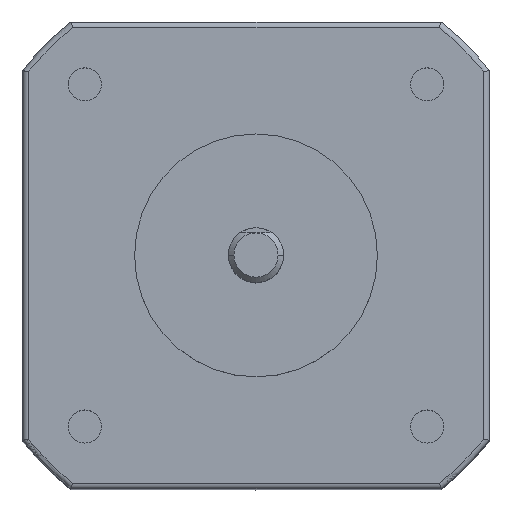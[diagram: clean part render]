
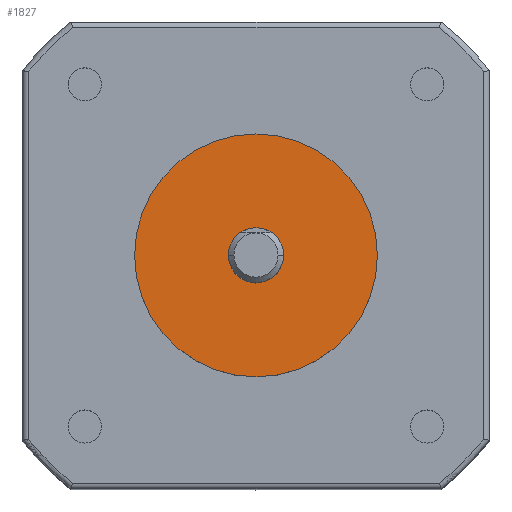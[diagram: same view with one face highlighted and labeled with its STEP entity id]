
A CAD part, top view. The second image highlights one B-rep face of the part: STEP entity #1827.
In plain terms, the highlighted planar face has unit normal (0, 0, 1).
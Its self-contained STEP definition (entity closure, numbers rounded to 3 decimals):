
#44 = CARTESIAN_POINT ( 'NONE',  ( -11., 0., 41.8 ) ) ;
#81 = DIRECTION ( 'NONE',  ( 1., 0., 0. ) ) ;
#82 = DIRECTION ( 'NONE',  ( 0., 0., -1. ) ) ;
#93 = DIRECTION ( 'NONE',  ( 1., 0., 0. ) ) ;
#95 = CARTESIAN_POINT ( 'NONE',  ( 0., 0., 41.8 ) ) ;
#101 = DIRECTION ( 'NONE',  ( 0., 0., -1. ) ) ;
#107 = CARTESIAN_POINT ( 'NONE',  ( 0., 0., 41.8 ) ) ;
#268 = DIRECTION ( 'NONE',  ( 1., 0., 0. ) ) ;
#273 = DIRECTION ( 'NONE',  ( 1., 0., 0. ) ) ;
#275 = DIRECTION ( 'NONE',  ( 0., 0., 1. ) ) ;
#287 = CARTESIAN_POINT ( 'NONE',  ( 0., 0., 41.8 ) ) ;
#336 = DIRECTION ( 'NONE',  ( 0., 0., 1. ) ) ;
#375 = DIRECTION ( 'NONE',  ( 1., 0., 0. ) ) ;
#392 = CARTESIAN_POINT ( 'NONE',  ( 0., 0., 41.8 ) ) ;
#395 = DIRECTION ( 'NONE',  ( 0., 0., 1. ) ) ;
#402 = PLANE ( 'NONE',  #1225 ) ;
#404 = CARTESIAN_POINT ( 'NONE',  ( 0., 0., 41.8 ) ) ;
#459 = CARTESIAN_POINT ( 'NONE',  ( 2.5, 0., 41.8 ) ) ;
#535 = CARTESIAN_POINT ( 'NONE',  ( -2.5, 0., 41.8 ) ) ;
#542 = CARTESIAN_POINT ( 'NONE',  ( 11., 0., 41.8 ) ) ;
#954 = FACE_OUTER_BOUND ( 'NONE', #1480, .T. ) ;
#955 = FACE_BOUND ( 'NONE', #1483, .T. ) ;
#1204 = CIRCLE ( 'NONE', #1207, 2.5 ) ;
#1207 = AXIS2_PLACEMENT_3D ( 'NONE', #107, #101, #93 ) ;
#1209 = CIRCLE ( 'NONE', #1222, 2.5 ) ;
#1220 = CIRCLE ( 'NONE', #1231, 11. ) ;
#1222 = AXIS2_PLACEMENT_3D ( 'NONE', #287, #82, #81 ) ;
#1225 = AXIS2_PLACEMENT_3D ( 'NONE', #404, #336, #268 ) ;
#1231 = AXIS2_PLACEMENT_3D ( 'NONE', #392, #395, #375 ) ;
#1237 = CIRCLE ( 'NONE', #1238, 11. ) ;
#1238 = AXIS2_PLACEMENT_3D ( 'NONE', #95, #275, #273 ) ;
#1465 = ORIENTED_EDGE ( 'NONE', *, *, #1835, .T. ) ;
#1466 = ORIENTED_EDGE ( 'NONE', *, *, #1825, .T. ) ;
#1468 = ORIENTED_EDGE ( 'NONE', *, *, #1831, .T. ) ;
#1469 = ORIENTED_EDGE ( 'NONE', *, *, #1815, .T. ) ;
#1480 = EDGE_LOOP ( 'NONE', ( #1465, #1468 ) ) ;
#1483 = EDGE_LOOP ( 'NONE', ( #1466, #1469 ) ) ;
#1746 = VERTEX_POINT ( 'NONE', #459 ) ;
#1748 = VERTEX_POINT ( 'NONE', #535 ) ;
#1761 = VERTEX_POINT ( 'NONE', #44 ) ;
#1766 = VERTEX_POINT ( 'NONE', #542 ) ;
#1815 = EDGE_CURVE ( 'NONE', #1746, #1748, #1204, .T. ) ;
#1825 = EDGE_CURVE ( 'NONE', #1748, #1746, #1209, .T. ) ;
#1827 = ADVANCED_FACE ( 'NONE', ( #954, #955 ), #402, .T. ) ;
#1831 = EDGE_CURVE ( 'NONE', #1766, #1761, #1220, .T. ) ;
#1835 = EDGE_CURVE ( 'NONE', #1761, #1766, #1237, .T. ) ;
